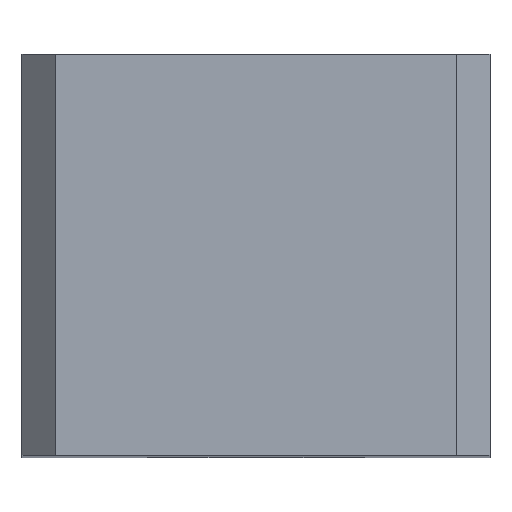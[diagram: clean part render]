
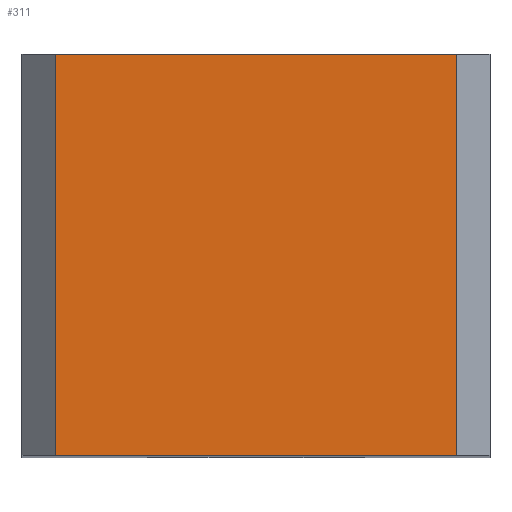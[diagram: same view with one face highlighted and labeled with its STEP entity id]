
A CAD part, top view. The second image highlights one B-rep face of the part: STEP entity #311.
In plain terms, the highlighted planar face has unit normal (0, 0, 1).
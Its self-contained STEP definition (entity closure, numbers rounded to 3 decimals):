
#215=CARTESIAN_POINT('Vertex',(13.,0.,20.)) ;
#231=CARTESIAN_POINT('Vertex',(13.,12.,20.)) ;
#234=CARTESIAN_POINT('Line Origine',(13.,6.,20.)) ;
#251=CARTESIAN_POINT('Line Origine',(7.,12.,20.)) ;
#255=CARTESIAN_POINT('Vertex',(1.,12.,20.)) ;
#288=CARTESIAN_POINT('Axis2P3D Location',(0.,0.,20.)) ;
#293=CARTESIAN_POINT('Line Origine',(1.,6.,20.)) ;
#297=CARTESIAN_POINT('Vertex',(1.,0.,20.)) ;
#300=CARTESIAN_POINT('Line Origine',(7.,0.,20.)) ;
#235=DIRECTION('Vector Direction',(0.,-1.,0.)) ;
#252=DIRECTION('Vector Direction',(1.,0.,0.)) ;
#289=DIRECTION('Axis2P3D Direction',(0.,0.,-1.)) ;
#290=DIRECTION('Axis2P3D XDirection',(0.,1.,0.)) ;
#294=DIRECTION('Vector Direction',(0.,-1.,0.)) ;
#301=DIRECTION('Vector Direction',(1.,0.,0.)) ;
#291=AXIS2_PLACEMENT_3D('Plane Axis2P3D',#288,#289,#290) ;
#306=ORIENTED_EDGE('',*,*,#299,.T.) ;
#307=ORIENTED_EDGE('',*,*,#304,.T.) ;
#308=ORIENTED_EDGE('',*,*,#238,.F.) ;
#309=ORIENTED_EDGE('',*,*,#257,.F.) ;
#236=VECTOR('Line Direction',#235,1.) ;
#253=VECTOR('Line Direction',#252,1.) ;
#295=VECTOR('Line Direction',#294,1.) ;
#302=VECTOR('Line Direction',#301,1.) ;
#311=ADVANCED_FACE('Corps principal',(#310),#292,.F.) ;
#238=EDGE_CURVE('',#232,#216,#237,.T.) ;
#257=EDGE_CURVE('',#256,#232,#254,.T.) ;
#299=EDGE_CURVE('',#256,#298,#296,.T.) ;
#304=EDGE_CURVE('',#298,#216,#303,.T.) ;
#305=EDGE_LOOP('',(#306,#307,#308,#309)) ;
#310=FACE_OUTER_BOUND('',#305,.T.) ;
#237=LINE('Line',#234,#236) ;
#254=LINE('Line',#251,#253) ;
#296=LINE('Line',#293,#295) ;
#303=LINE('Line',#300,#302) ;
#292=PLANE('Plane',#291) ;
#216=VERTEX_POINT('',#215) ;
#232=VERTEX_POINT('',#231) ;
#256=VERTEX_POINT('',#255) ;
#298=VERTEX_POINT('',#297) ;
